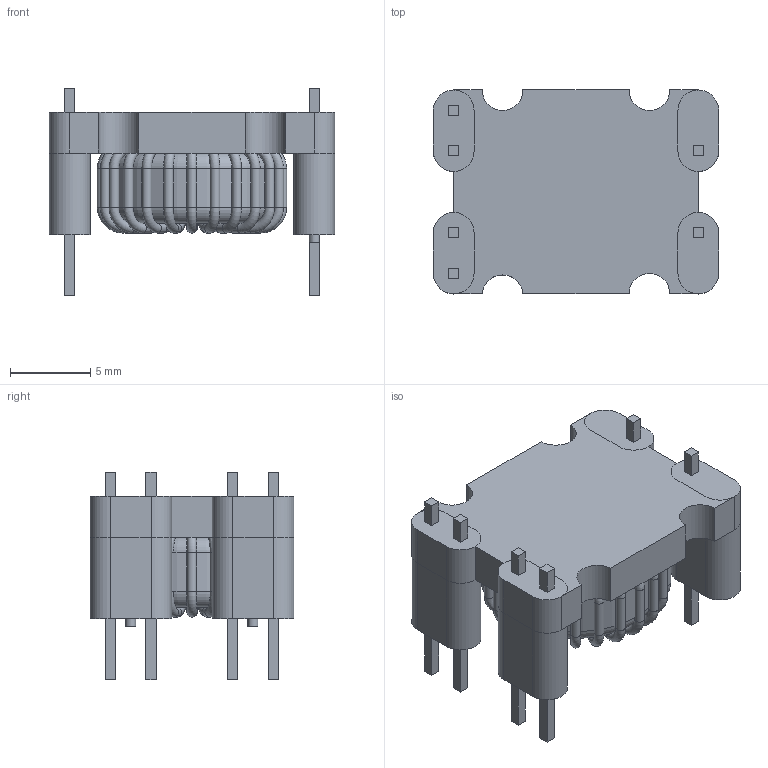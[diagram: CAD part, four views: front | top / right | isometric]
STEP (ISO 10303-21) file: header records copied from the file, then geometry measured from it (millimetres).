
FILE_DESCRIPTION(/* description */ (''),/* implementation_level */ '2;1');
FILE_NAME(/* name */ 'XFMR_VICOR_29768.stp',/* time_stamp */ '2015-02-25T10:55:54+01:00',/* author */ ('admchouv'),/* organization */ (''),/* preprocessor_version */ 'ST-DEVELOPER v15.5',/* originating_system */ 'AutoCAD Mechanical',/* authorisation */ '');
FILE_SCHEMA (('AUTOMOTIVE_DESIGN { 1 0 10303 214 3 1 1 }'));
Length unit declared in the file: millimetre
Products named in the file (1): Product
Bounding box: 17.78 x 12.7 x 12.93 mm (x, y, z)
Volume: 1258.3 mm3; surface area: 2141.1 mm2
Topology: 46 solids, 46 shells, 342 faces, 699 edges, 402 vertices
Faces by surface type: cylinder 122, plane 120, torus 100
Full cylindrical faces by diameter (mm): 0.6 x96, 0.63 x4, 5.2 x1, 10.6 x1
Entity records: 7885 total; most frequent: DIRECTION 1431, CARTESIAN_POINT 1242, ORIENTED_EDGE 992, AXIS2_PLACEMENT_3D 591, EDGE_LOOP 550, EDGE_CURVE 496, VERTEX_POINT 400, FACE_OUTER_BOUND 342
